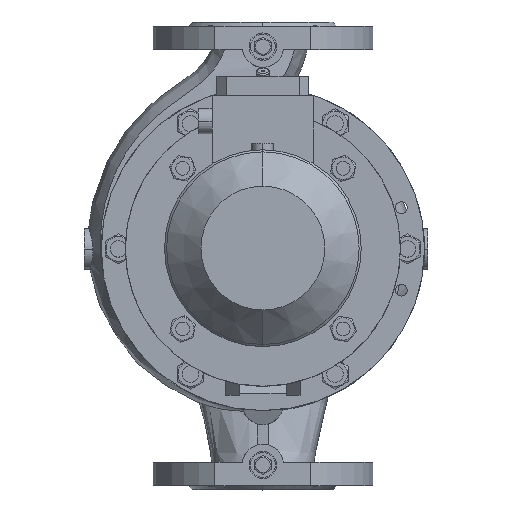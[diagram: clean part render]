
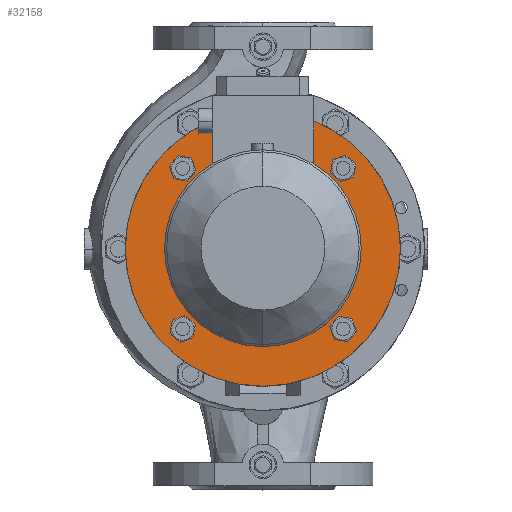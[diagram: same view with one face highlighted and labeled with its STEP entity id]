
A CAD part, top view. The second image highlights one B-rep face of the part: STEP entity #32158.
In plain terms, the highlighted planar face has unit normal (0, 0, 1).
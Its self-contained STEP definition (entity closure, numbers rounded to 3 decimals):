
#583 = CARTESIAN_POINT ( 'NONE',  ( 59.739, 66.289, 169. ) ) ;
#1073 = EDGE_LOOP ( 'NONE', ( #25984, #2699 ) ) ;
#1311 = DIRECTION ( 'NONE',  ( 0., -1., 0. ) ) ;
#1415 = CIRCLE ( 'NONE', #4329, 100. ) ;
#1543 = ORIENTED_EDGE ( 'NONE', *, *, #24835, .F. ) ;
#1747 = DIRECTION ( 'NONE',  ( 0., 1., 0. ) ) ;
#2500 = CIRCLE ( 'NONE', #31823, 8.075 ) ;
#2699 = ORIENTED_EDGE ( 'NONE', *, *, #15701, .T. ) ;
#2764 = VERTEX_POINT ( 'NONE', #8945 ) ;
#3069 = DIRECTION ( 'NONE',  ( 0., 0., 1. ) ) ;
#3103 = VERTEX_POINT ( 'NONE', #15505 ) ;
#3540 = VERTEX_POINT ( 'NONE', #33725 ) ;
#3553 = AXIS2_PLACEMENT_3D ( 'NONE', #12878, #28729, #31375 ) ;
#4329 = AXIS2_PLACEMENT_3D ( 'NONE', #28546, #23310, #18150 ) ;
#4374 = CARTESIAN_POINT ( 'NONE',  ( 58.336, -58.336, 169. ) ) ;
#4486 = AXIS2_PLACEMENT_3D ( 'NONE', #6461, #27401, #1311 ) ;
#4859 = ORIENTED_EDGE ( 'NONE', *, *, #15210, .F. ) ;
#4975 = VERTEX_POINT ( 'NONE', #18734 ) ;
#4988 = AXIS2_PLACEMENT_3D ( 'NONE', #6314, #32607, #19755 ) ;
#5046 = AXIS2_PLACEMENT_3D ( 'NONE', #17912, #28663, #10195 ) ;
#5055 = CARTESIAN_POINT ( 'NONE',  ( 58.336, 58.336, 169. ) ) ;
#5629 = EDGE_CURVE ( 'NONE', #18171, #19348, #29073, .T. ) ;
#5894 = AXIS2_PLACEMENT_3D ( 'NONE', #4374, #9780, #28240 ) ;
#6287 = CARTESIAN_POINT ( 'NONE',  ( -59.739, -66.289, 169. ) ) ;
#6314 = CARTESIAN_POINT ( 'NONE',  ( 0., 0., 169. ) ) ;
#6378 = CIRCLE ( 'NONE', #4486, 8.075 ) ;
#6393 = VERTEX_POINT ( 'NONE', #31786 ) ;
#6461 = CARTESIAN_POINT ( 'NONE',  ( -58.336, 58.336, 169. ) ) ;
#7080 = DIRECTION ( 'NONE',  ( 0., 0., 1. ) ) ;
#7443 = CIRCLE ( 'NONE', #12792, 8.075 ) ;
#7765 = ORIENTED_EDGE ( 'NONE', *, *, #28878, .T. ) ;
#8103 = EDGE_LOOP ( 'NONE', ( #1543, #26646 ) ) ;
#8137 = CARTESIAN_POINT ( 'NONE',  ( 0., -70., 169. ) ) ;
#8723 = CARTESIAN_POINT ( 'NONE',  ( -56.934, -50.384, 169. ) ) ;
#8945 = CARTESIAN_POINT ( 'NONE',  ( 0., -100., 169. ) ) ;
#9056 = EDGE_LOOP ( 'NONE', ( #17706, #17734 ) ) ;
#9634 = FACE_BOUND ( 'NONE', #1073, .T. ) ;
#9647 = EDGE_LOOP ( 'NONE', ( #17898, #7765 ) ) ;
#9726 = CARTESIAN_POINT ( 'NONE',  ( 0., 0., 169. ) ) ;
#9780 = DIRECTION ( 'NONE',  ( 0., 0., 1. ) ) ;
#10195 = DIRECTION ( 'NONE',  ( 0., 1., 0. ) ) ;
#10397 = DIRECTION ( 'NONE',  ( 0., -1., 0. ) ) ;
#10465 = DIRECTION ( 'NONE',  ( 0., -1., 0. ) ) ;
#10494 = EDGE_CURVE ( 'NONE', #19751, #6393, #33641, .T. ) ;
#11811 = ORIENTED_EDGE ( 'NONE', *, *, #23821, .F. ) ;
#12048 = CIRCLE ( 'NONE', #24566, 8.075 ) ;
#12101 = FACE_OUTER_BOUND ( 'NONE', #30763, .T. ) ;
#12470 = EDGE_CURVE ( 'NONE', #2764, #17581, #21925, .T. ) ;
#12498 = FACE_BOUND ( 'NONE', #24740, .T. ) ;
#12792 = AXIS2_PLACEMENT_3D ( 'NONE', #34379, #26152, #10465 ) ;
#12878 = CARTESIAN_POINT ( 'NONE',  ( -58.336, 58.336, 169. ) ) ;
#13019 = EDGE_CURVE ( 'NONE', #20707, #3540, #7443, .T. ) ;
#13316 = FACE_BOUND ( 'NONE', #9647, .T. ) ;
#14182 = CIRCLE ( 'NONE', #4988, 70. ) ;
#14322 = VERTEX_POINT ( 'NONE', #22850 ) ;
#14872 = DIRECTION ( 'NONE',  ( 0., -1., 0. ) ) ;
#15210 = EDGE_CURVE ( 'NONE', #3540, #20707, #12048, .T. ) ;
#15505 = CARTESIAN_POINT ( 'NONE',  ( 50.384, -56.934, 169. ) ) ;
#15525 = DIRECTION ( 'NONE',  ( 0., 0., 1. ) ) ;
#15701 = EDGE_CURVE ( 'NONE', #17012, #4975, #25855, .T. ) ;
#15806 = AXIS2_PLACEMENT_3D ( 'NONE', #20163, #7080, #14872 ) ;
#15849 = CARTESIAN_POINT ( 'NONE',  ( 0., 100., 169. ) ) ;
#16265 = DIRECTION ( 'NONE',  ( 0., 0., 1. ) ) ;
#16643 = FACE_BOUND ( 'NONE', #8103, .T. ) ;
#17012 = VERTEX_POINT ( 'NONE', #8137 ) ;
#17581 = VERTEX_POINT ( 'NONE', #15849 ) ;
#17706 = ORIENTED_EDGE ( 'NONE', *, *, #5629, .F. ) ;
#17734 = ORIENTED_EDGE ( 'NONE', *, *, #31900, .F. ) ;
#17898 = ORIENTED_EDGE ( 'NONE', *, *, #10494, .T. ) ;
#17912 = CARTESIAN_POINT ( 'NONE',  ( 0., 0., 169. ) ) ;
#18065 = AXIS2_PLACEMENT_3D ( 'NONE', #24162, #3069, #26693 ) ;
#18150 = DIRECTION ( 'NONE',  ( 0., 1., 0. ) ) ;
#18171 = VERTEX_POINT ( 'NONE', #8723 ) ;
#18734 = CARTESIAN_POINT ( 'NONE',  ( 0., 70., 169. ) ) ;
#19348 = VERTEX_POINT ( 'NONE', #6287 ) ;
#19751 = VERTEX_POINT ( 'NONE', #24093 ) ;
#19755 = DIRECTION ( 'NONE',  ( 0., 1., 0. ) ) ;
#20163 = CARTESIAN_POINT ( 'NONE',  ( -58.336, -58.336, 169. ) ) ;
#20707 = VERTEX_POINT ( 'NONE', #583 ) ;
#21828 = AXIS2_PLACEMENT_3D ( 'NONE', #9726, #22846, #1747 ) ;
#21925 = CIRCLE ( 'NONE', #21828, 100. ) ;
#22285 = AXIS2_PLACEMENT_3D ( 'NONE', #23877, #16265, #23993 ) ;
#22846 = DIRECTION ( 'NONE',  ( 0., 0., -1. ) ) ;
#22850 = CARTESIAN_POINT ( 'NONE',  ( 66.289, -59.739, 169. ) ) ;
#23310 = DIRECTION ( 'NONE',  ( 0., 0., -1. ) ) ;
#23821 = EDGE_CURVE ( 'NONE', #17581, #2764, #1415, .T. ) ;
#23877 = CARTESIAN_POINT ( 'NONE',  ( 0., 100., 169. ) ) ;
#23993 = DIRECTION ( 'NONE',  ( 0., -1., 0. ) ) ;
#24093 = CARTESIAN_POINT ( 'NONE',  ( -50.384, 56.934, 169. ) ) ;
#24162 = CARTESIAN_POINT ( 'NONE',  ( 58.336, -58.336, 169. ) ) ;
#24566 = AXIS2_PLACEMENT_3D ( 'NONE', #5055, #15525, #28816 ) ;
#24575 = CIRCLE ( 'NONE', #18065, 8.075 ) ;
#24740 = EDGE_LOOP ( 'NONE', ( #4859, #24780 ) ) ;
#24780 = ORIENTED_EDGE ( 'NONE', *, *, #13019, .F. ) ;
#24835 = EDGE_CURVE ( 'NONE', #3103, #14322, #25439, .T. ) ;
#25439 = CIRCLE ( 'NONE', #5894, 8.075 ) ;
#25855 = CIRCLE ( 'NONE', #5046, 70. ) ;
#25969 = CARTESIAN_POINT ( 'NONE',  ( -58.336, -58.336, 169. ) ) ;
#25984 = ORIENTED_EDGE ( 'NONE', *, *, #31653, .T. ) ;
#26152 = DIRECTION ( 'NONE',  ( 0., 0., 1. ) ) ;
#26646 = ORIENTED_EDGE ( 'NONE', *, *, #30429, .F. ) ;
#26693 = DIRECTION ( 'NONE',  ( 0., -1., 0. ) ) ;
#27401 = DIRECTION ( 'NONE',  ( 0., 0., -1. ) ) ;
#28240 = DIRECTION ( 'NONE',  ( 0., -1., 0. ) ) ;
#28546 = CARTESIAN_POINT ( 'NONE',  ( 0., 0., 169. ) ) ;
#28663 = DIRECTION ( 'NONE',  ( 0., 0., -1. ) ) ;
#28729 = DIRECTION ( 'NONE',  ( 0., 0., -1. ) ) ;
#28816 = DIRECTION ( 'NONE',  ( 0., -1., 0. ) ) ;
#28878 = EDGE_CURVE ( 'NONE', #6393, #19751, #6378, .T. ) ;
#29073 = CIRCLE ( 'NONE', #15806, 8.075 ) ;
#30429 = EDGE_CURVE ( 'NONE', #14322, #3103, #24575, .T. ) ;
#30763 = EDGE_LOOP ( 'NONE', ( #11811, #32848 ) ) ;
#31070 = DIRECTION ( 'NONE',  ( 0., 0., 1. ) ) ;
#31375 = DIRECTION ( 'NONE',  ( 0., -1., 0. ) ) ;
#31653 = EDGE_CURVE ( 'NONE', #4975, #17012, #14182, .T. ) ;
#31749 = PLANE ( 'NONE',  #22285 ) ;
#31786 = CARTESIAN_POINT ( 'NONE',  ( -66.289, 59.739, 169. ) ) ;
#31823 = AXIS2_PLACEMENT_3D ( 'NONE', #25969, #31070, #10397 ) ;
#31900 = EDGE_CURVE ( 'NONE', #19348, #18171, #2500, .T. ) ;
#32158 = ADVANCED_FACE ( 'NONE', ( #13316, #12498, #33582, #16643, #9634, #12101 ), #31749, .T. ) ;
#32607 = DIRECTION ( 'NONE',  ( 0., 0., -1. ) ) ;
#32848 = ORIENTED_EDGE ( 'NONE', *, *, #12470, .F. ) ;
#33582 = FACE_BOUND ( 'NONE', #9056, .T. ) ;
#33641 = CIRCLE ( 'NONE', #3553, 8.075 ) ;
#33725 = CARTESIAN_POINT ( 'NONE',  ( 56.934, 50.384, 169. ) ) ;
#34379 = CARTESIAN_POINT ( 'NONE',  ( 58.336, 58.336, 169. ) ) ;
